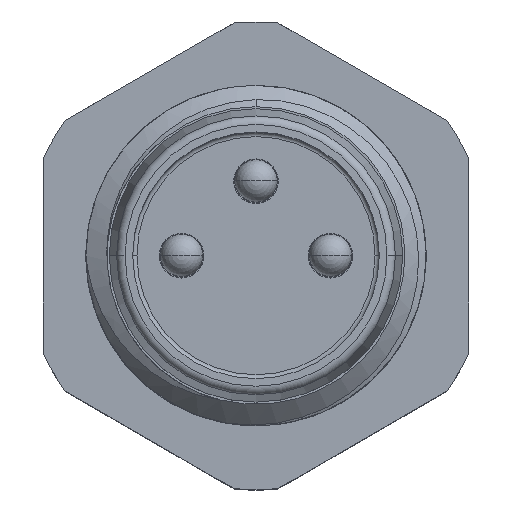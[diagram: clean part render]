
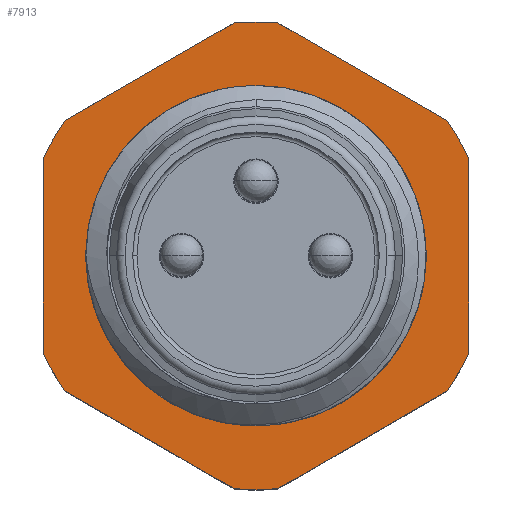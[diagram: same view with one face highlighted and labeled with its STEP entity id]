
A CAD part, top view. The second image highlights one B-rep face of the part: STEP entity #7913.
In plain terms, the highlighted planar face has unit normal (0, 0, 1).
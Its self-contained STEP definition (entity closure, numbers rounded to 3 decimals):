
#2874=CARTESIAN_POINT('',(0.,0.,-6.5));
#2875=DIRECTION('',(0.,0.,-1.));
#2876=DIRECTION('',(-1.,0.,0.));
#2877=AXIS2_PLACEMENT_3D('',#2874,#2875,#2876);
#3219=CARTESIAN_POINT('',(0.,0.,-6.5));
#3220=DIRECTION('',(0.,0.,-1.));
#3221=DIRECTION('',(0.,1.,0.));
#3222=AXIS2_PLACEMENT_3D('',#3219,#3220,#3221);
#3317=CARTESIAN_POINT('',(0.,0.,-6.5));
#3318=DIRECTION('',(0.,0.,-1.));
#3319=DIRECTION('',(-0.094,0.996,0.));
#3320=AXIS2_PLACEMENT_3D('',#3317,#3318,#3319);
#3322=DIRECTION('',(0.866,-0.5,0.));
#3323=VECTOR('',#3322,4.583);
#3324=CARTESIAN_POINT('',(0.516,5.476,-6.5));
#3325=LINE('',#3324,#3323);
#3326=CARTESIAN_POINT('',(0.,0.,-6.5));
#3327=DIRECTION('',(0.,0.,-1.));
#3328=DIRECTION('',(0.815,0.579,0.));
#3329=AXIS2_PLACEMENT_3D('',#3326,#3327,#3328);
#3331=DIRECTION('',(0.,-1.,0.));
#3332=VECTOR('',#3331,4.583);
#3333=CARTESIAN_POINT('',(5.,2.291,-6.5));
#3334=LINE('',#3333,#3332);
#3335=CARTESIAN_POINT('',(0.,0.,-6.5));
#3336=DIRECTION('',(0.,0.,-1.));
#3337=DIRECTION('',(0.909,-0.417,0.));
#3338=AXIS2_PLACEMENT_3D('',#3335,#3336,#3337);
#3340=DIRECTION('',(-0.866,-0.5,0.));
#3341=VECTOR('',#3340,4.583);
#3342=CARTESIAN_POINT('',(4.484,-3.184,-6.5));
#3343=LINE('',#3342,#3341);
#3344=CARTESIAN_POINT('',(0.,0.,-6.5));
#3345=DIRECTION('',(0.,0.,-1.));
#3346=DIRECTION('',(0.094,-0.996,0.));
#3347=AXIS2_PLACEMENT_3D('',#3344,#3345,#3346);
#3349=DIRECTION('',(-0.866,0.5,0.));
#3350=VECTOR('',#3349,4.583);
#3351=CARTESIAN_POINT('',(-0.516,-5.476,-6.5));
#3352=LINE('',#3351,#3350);
#3353=CARTESIAN_POINT('',(0.,0.,-6.5));
#3354=DIRECTION('',(0.,0.,-1.));
#3355=DIRECTION('',(-0.815,-0.579,0.));
#3356=AXIS2_PLACEMENT_3D('',#3353,#3354,#3355);
#3358=DIRECTION('',(0.,1.,0.));
#3359=VECTOR('',#3358,4.583);
#3360=CARTESIAN_POINT('',(-5.,-2.291,-6.5));
#3361=LINE('',#3360,#3359);
#3362=CARTESIAN_POINT('',(0.,0.,-6.5));
#3363=DIRECTION('',(0.,0.,-1.));
#3364=DIRECTION('',(-0.909,0.417,0.));
#3365=AXIS2_PLACEMENT_3D('',#3362,#3363,#3364);
#3367=DIRECTION('',(0.866,0.5,0.));
#3368=VECTOR('',#3367,4.583);
#3369=CARTESIAN_POINT('',(-4.484,3.184,-6.5));
#3370=LINE('',#3369,#3368);
#6862=CARTESIAN_POINT('',(-0.516,5.476,-6.5));
#6863=CARTESIAN_POINT('',(0.516,5.476,-6.5));
#6864=VERTEX_POINT('',#6862);
#6865=VERTEX_POINT('',#6863);
#6866=CARTESIAN_POINT('',(4.484,3.184,-6.5));
#6867=VERTEX_POINT('',#6866);
#6868=CARTESIAN_POINT('',(5.,2.291,-6.5));
#6869=VERTEX_POINT('',#6868);
#6870=CARTESIAN_POINT('',(5.,-2.291,-6.5));
#6871=VERTEX_POINT('',#6870);
#6872=CARTESIAN_POINT('',(4.484,-3.184,-6.5));
#6873=VERTEX_POINT('',#6872);
#6874=CARTESIAN_POINT('',(0.516,-5.476,-6.5));
#6875=VERTEX_POINT('',#6874);
#6876=CARTESIAN_POINT('',(-0.516,-5.476,-6.5));
#6877=VERTEX_POINT('',#6876);
#6878=CARTESIAN_POINT('',(-4.484,-3.184,-6.5));
#6879=VERTEX_POINT('',#6878);
#6880=CARTESIAN_POINT('',(-5.,-2.291,-6.5));
#6881=VERTEX_POINT('',#6880);
#6882=CARTESIAN_POINT('',(-5.,2.291,-6.5));
#6883=VERTEX_POINT('',#6882);
#6884=CARTESIAN_POINT('',(-4.484,3.184,-6.5));
#6885=VERTEX_POINT('',#6884);
#6891=CARTESIAN_POINT('',(-4.,0.,-6.5));
#6893=VERTEX_POINT('',#6891);
#6908=CARTESIAN_POINT('',(0.,4.,-6.5));
#6909=VERTEX_POINT('',#6908);
#7878=CARTESIAN_POINT('',(0.,0.,-6.5));
#7879=DIRECTION('',(0.,0.,-1.));
#7880=DIRECTION('',(-1.,0.,0.));
#7881=AXIS2_PLACEMENT_3D('',#7878,#7879,#7880);
#7882=PLANE('',#7881);
#7884=ORIENTED_EDGE('',*,*,#7883,.T.);
#7886=ORIENTED_EDGE('',*,*,#7885,.T.);
#7888=ORIENTED_EDGE('',*,*,#7887,.T.);
#7890=ORIENTED_EDGE('',*,*,#7889,.T.);
#7892=ORIENTED_EDGE('',*,*,#7891,.T.);
#7894=ORIENTED_EDGE('',*,*,#7893,.T.);
#7896=ORIENTED_EDGE('',*,*,#7895,.T.);
#7898=ORIENTED_EDGE('',*,*,#7897,.T.);
#7900=ORIENTED_EDGE('',*,*,#7899,.T.);
#7902=ORIENTED_EDGE('',*,*,#7901,.T.);
#7904=ORIENTED_EDGE('',*,*,#7903,.T.);
#7906=ORIENTED_EDGE('',*,*,#7905,.T.);
#7907=EDGE_LOOP('',(#7884,#7886,#7888,#7890,#7892,#7894,#7896,#7898,#7900,#7902,
#7904,#7906));
#7908=FACE_OUTER_BOUND('',#7907,.F.);
#7909=ORIENTED_EDGE('',*,*,#7859,.F.);
#7910=ORIENTED_EDGE('',*,*,#7480,.F.);
#7911=EDGE_LOOP('',(#7909,#7910));
#7912=FACE_BOUND('',#7911,.F.);
#2878=CIRCLE('',#2877,4.);
#3223=CIRCLE('',#3222,4.);
#3321=CIRCLE('',#3320,5.5);
#3330=CIRCLE('',#3329,5.5);
#3339=CIRCLE('',#3338,5.5);
#3348=CIRCLE('',#3347,5.5);
#3357=CIRCLE('',#3356,5.5);
#3366=CIRCLE('',#3365,5.5);
#7480=EDGE_CURVE('',#6893,#6909,#2878,.T.);
#7859=EDGE_CURVE('',#6909,#6893,#3223,.T.);
#7883=EDGE_CURVE('',#6864,#6865,#3321,.T.);
#7885=EDGE_CURVE('',#6865,#6867,#3325,.T.);
#7887=EDGE_CURVE('',#6867,#6869,#3330,.T.);
#7889=EDGE_CURVE('',#6869,#6871,#3334,.T.);
#7891=EDGE_CURVE('',#6871,#6873,#3339,.T.);
#7893=EDGE_CURVE('',#6873,#6875,#3343,.T.);
#7895=EDGE_CURVE('',#6875,#6877,#3348,.T.);
#7897=EDGE_CURVE('',#6877,#6879,#3352,.T.);
#7899=EDGE_CURVE('',#6879,#6881,#3357,.T.);
#7901=EDGE_CURVE('',#6881,#6883,#3361,.T.);
#7903=EDGE_CURVE('',#6883,#6885,#3366,.T.);
#7905=EDGE_CURVE('',#6885,#6864,#3370,.T.);
#7913=ADVANCED_FACE('',(#7908,#7912),#7882,.F.);
